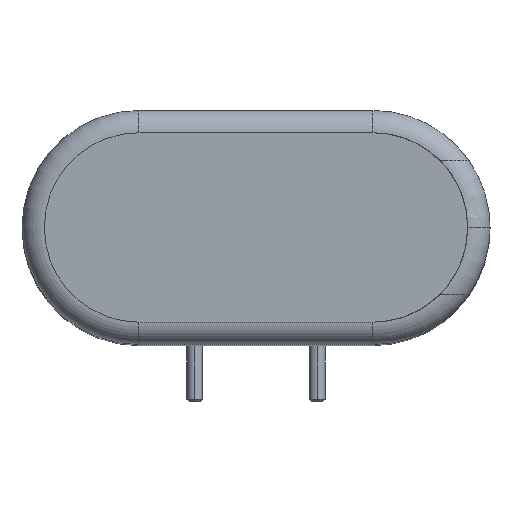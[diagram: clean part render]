
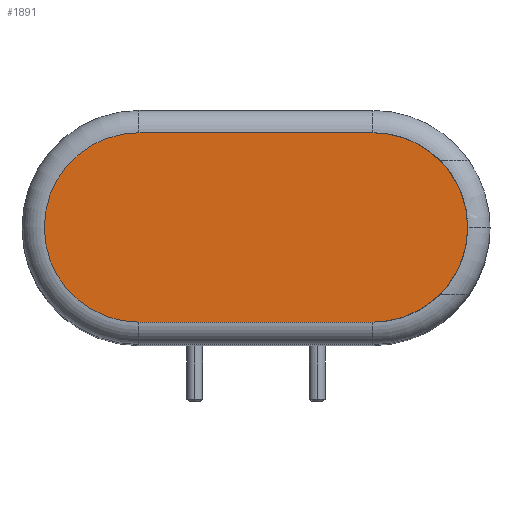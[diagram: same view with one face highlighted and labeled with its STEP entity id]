
A CAD part, top view. The second image highlights one B-rep face of the part: STEP entity #1891.
In plain terms, the highlighted planar face has unit normal (0, 0, 1).
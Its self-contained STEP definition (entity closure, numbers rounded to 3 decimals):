
#48 = CARTESIAN_POINT ( 'NONE',  ( 5.25, 0., 31.9 ) ) ;
#58 = VERTEX_POINT ( 'NONE', #1098 ) ;
#66 = EDGE_CURVE ( 'NONE', #2320, #825, #1594, .T. ) ;
#118 = ORIENTED_EDGE ( 'NONE', *, *, #2480, .T. ) ;
#152 = CARTESIAN_POINT ( 'NONE',  ( -5.25, -4.25, 31.9 ) ) ;
#185 = VERTEX_POINT ( 'NONE', #1706 ) ;
#204 = AXIS2_PLACEMENT_3D ( 'NONE', #2233, #492, #2441 ) ;
#208 = VERTEX_POINT ( 'NONE', #152 ) ;
#278 = VECTOR ( 'NONE', #2478, 1000. ) ;
#458 = DIRECTION ( 'NONE',  ( 1., 0., 0. ) ) ;
#460 = ORIENTED_EDGE ( 'NONE', *, *, #1539, .T. ) ;
#492 = DIRECTION ( 'NONE',  ( 0., 0., 1. ) ) ;
#583 = LINE ( 'NONE', #1520, #1201 ) ;
#658 = ORIENTED_EDGE ( 'NONE', *, *, #1836, .T. ) ;
#712 = FACE_OUTER_BOUND ( 'NONE', #1118, .T. ) ;
#774 = DIRECTION ( 'NONE',  ( 0., 0., 1. ) ) ;
#825 = VERTEX_POINT ( 'NONE', #1565 ) ;
#840 = AXIS2_PLACEMENT_3D ( 'NONE', #859, #1250, #458 ) ;
#859 = CARTESIAN_POINT ( 'NONE',  ( 5.25, 0., 31.9 ) ) ;
#894 = AXIS2_PLACEMENT_3D ( 'NONE', #2493, #774, #2136 ) ;
#1077 = EDGE_CURVE ( 'NONE', #208, #58, #583, .T. ) ;
#1098 = CARTESIAN_POINT ( 'NONE',  ( 5.25, -4.25, 31.9 ) ) ;
#1118 = EDGE_LOOP ( 'NONE', ( #658, #2152, #118, #460, #1694 ) ) ;
#1156 = DIRECTION ( 'NONE',  ( 1., 0., 0. ) ) ;
#1195 = AXIS2_PLACEMENT_3D ( 'NONE', #48, #2381, #2167 ) ;
#1201 = VECTOR ( 'NONE', #1156, 1000. ) ;
#1239 = CIRCLE ( 'NONE', #840, 4.25 ) ;
#1250 = DIRECTION ( 'NONE',  ( 0., 0., 1. ) ) ;
#1348 = CARTESIAN_POINT ( 'NONE',  ( 5.25, 4.25, 31.9 ) ) ;
#1520 = CARTESIAN_POINT ( 'NONE',  ( 5.25, -4.25, 31.9 ) ) ;
#1539 = EDGE_CURVE ( 'NONE', #185, #208, #1684, .T. ) ;
#1565 = CARTESIAN_POINT ( 'NONE',  ( 5.25, 4.25, 31.9 ) ) ;
#1594 = CIRCLE ( 'NONE', #204, 4.25 ) ;
#1684 = CIRCLE ( 'NONE', #894, 4.25 ) ;
#1694 = ORIENTED_EDGE ( 'NONE', *, *, #1077, .T. ) ;
#1706 = CARTESIAN_POINT ( 'NONE',  ( -5.25, 4.25, 31.9 ) ) ;
#1836 = EDGE_CURVE ( 'NONE', #58, #2320, #1239, .T. ) ;
#1874 = PLANE ( 'NONE',  #1195 ) ;
#1891 = ADVANCED_FACE ( 'NONE', ( #712 ), #1874, .T. ) ;
#2136 = DIRECTION ( 'NONE',  ( 1., 0., 0. ) ) ;
#2152 = ORIENTED_EDGE ( 'NONE', *, *, #66, .T. ) ;
#2167 = DIRECTION ( 'NONE',  ( 1., 0., 0. ) ) ;
#2179 = CARTESIAN_POINT ( 'NONE',  ( 9.5, 0., 31.9 ) ) ;
#2233 = CARTESIAN_POINT ( 'NONE',  ( 5.25, 0., 31.9 ) ) ;
#2320 = VERTEX_POINT ( 'NONE', #2179 ) ;
#2381 = DIRECTION ( 'NONE',  ( 0., 0., 1. ) ) ;
#2441 = DIRECTION ( 'NONE',  ( 1., 0., 0. ) ) ;
#2451 = LINE ( 'NONE', #1348, #278 ) ;
#2478 = DIRECTION ( 'NONE',  ( -1., 0., 0. ) ) ;
#2480 = EDGE_CURVE ( 'NONE', #825, #185, #2451, .T. ) ;
#2493 = CARTESIAN_POINT ( 'NONE',  ( -5.25, 0., 31.9 ) ) ;
